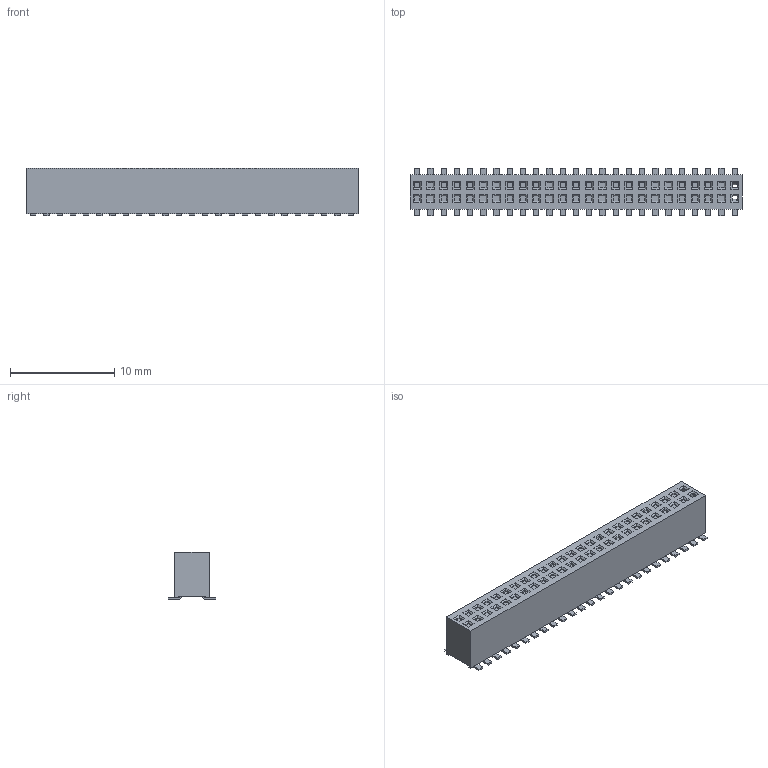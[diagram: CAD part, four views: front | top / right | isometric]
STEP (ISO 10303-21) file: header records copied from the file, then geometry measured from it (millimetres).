
FILE_DESCRIPTION((''),'2;1');
FILE_NAME('SAMTEC_FLE-125-01-G-DV.stp','2009-10-29T14:39:01',(''),(''),'Mechanical Desktop 2006','Mechanical Desktop 2006',', , ');
FILE_SCHEMA(('AUTOMOTIVE_DESIGN { 1 2 10303 214 0 1 1 1 }'));
Length unit declared in the file: millimetre
Products named in the file (1): Product
Bounding box: 31.86 x 4.6 x 4.55 mm (x, y, z)
Volume: 453.9 mm3; surface area: 715.2 mm2
Topology: 51 solids, 51 shells, 994 faces, 2332 edges, 1488 vertices
Faces by surface type: plane 878, cylinder 116
Entity records: 27782 total; most frequent: CARTESIAN_POINT 4863, ORIENTED_EDGE 4664, DIRECTION 4522, EDGE_CURVE 2332, VECTOR 2100, LINE 2100, VERTEX_POINT 1488, AXIS2_PLACEMENT_3D 1211
